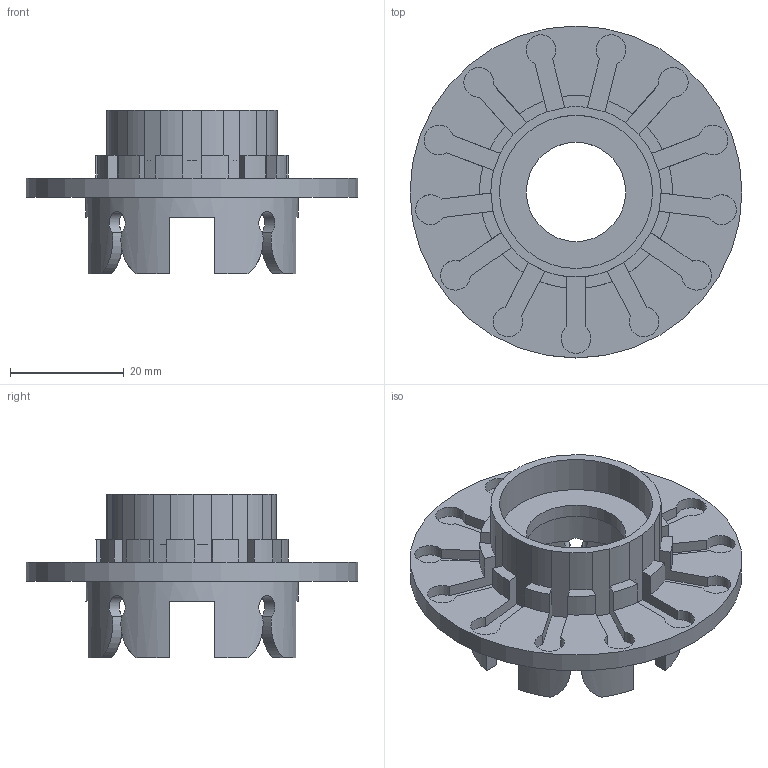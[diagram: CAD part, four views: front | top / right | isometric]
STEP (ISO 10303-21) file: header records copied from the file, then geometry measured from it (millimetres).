
FILE_DESCRIPTION(('FreeCAD Model'),'2;1');
FILE_NAME('Open CASCADE Shape Model','2023-11-13T00:44:25',(''),(''), 'Open CASCADE STEP processor 7.6','FreeCAD','Unknown');
FILE_SCHEMA(('AUTOMOTIVE_DESIGN { 1 0 10303 214 1 1 1 1 }'));
Length unit declared in the file: millimetre
Products named in the file (1): Body
Bounding box: 58.5 x 58.5 x 28.9 mm (x, y, z)
Volume: 10982.1 mm3; surface area: 11450.8 mm2
Topology: 1 solids, 1 shells, 157 faces, 446 edges, 294 vertices
Faces by surface type: plane 94, cylinder 63
Full cylindrical faces by diameter (mm): 17.5 x1, 27 x1, 29.5 x1, 37.5 x1, 58.5 x1
Entity records: 15678 total; most frequent: CARTESIAN_POINT 6968, DIRECTION 1589, LINE 942, VECTOR 942, ORIENTED_EDGE 892, PCURVE 892, DEFINITIONAL_REPRESENTATION 892, EDGE_CURVE 446
